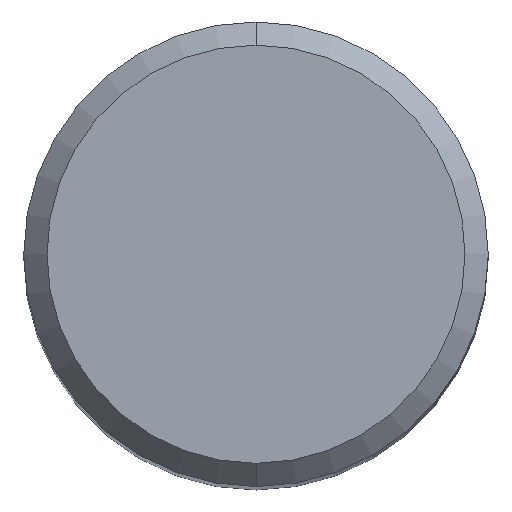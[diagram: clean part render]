
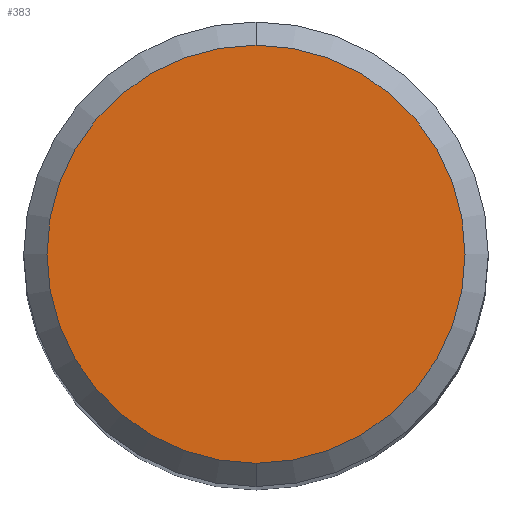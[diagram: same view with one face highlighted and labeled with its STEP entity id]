
A CAD part, top view. The second image highlights one B-rep face of the part: STEP entity #383.
In plain terms, the highlighted planar face has unit normal (0, 0, 1).
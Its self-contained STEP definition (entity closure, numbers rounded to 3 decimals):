
#237=VERTEX_POINT('',#552);
#277=EDGE_CURVE('',#293,#237,#599,.T.);
#293=VERTEX_POINT('',#615);
#313=EDGE_CURVE('',#237,#293,#638,.T.);
#383=ADVANCED_FACE('',(#713),#714,.T.);
#552=CARTESIAN_POINT('',(0.,-4.5,0.0));
#599=CIRCLE('',#1010,4.5);
#615=CARTESIAN_POINT('',(0.0,4.5,0.0));
#638=CIRCLE('',#1062,4.5);
#713=FACE_OUTER_BOUND('',#1264,.T.);
#714=PLANE('',#1265);
#1010=AXIS2_PLACEMENT_3D('',#1646,#1647,#1648);
#1062=AXIS2_PLACEMENT_3D('',#1683,#1684,#1685);
#1264=EDGE_LOOP('',(#1759,#1760));
#1265=AXIS2_PLACEMENT_3D('',#1761,#1762,#1763);
#1646=CARTESIAN_POINT('',(0.0,0.0,0.0));
#1647=DIRECTION('',(0.0,0.0,-1.0));
#1648=DIRECTION('',(0.0,1.0,0.0));
#1683=CARTESIAN_POINT('',(0.0,0.0,0.0));
#1684=DIRECTION('',(0.0,0.0,-1.0));
#1685=DIRECTION('',(0.0,1.0,0.0));
#1759=ORIENTED_EDGE('',*,*,#277,.F.);
#1760=ORIENTED_EDGE('',*,*,#313,.F.);
#1761=CARTESIAN_POINT('',(0.0,2.25,0.0));
#1762=DIRECTION('',(-0.0,0.0,1.0));
#1763=DIRECTION('',(0.0,-1.0,0.0));
